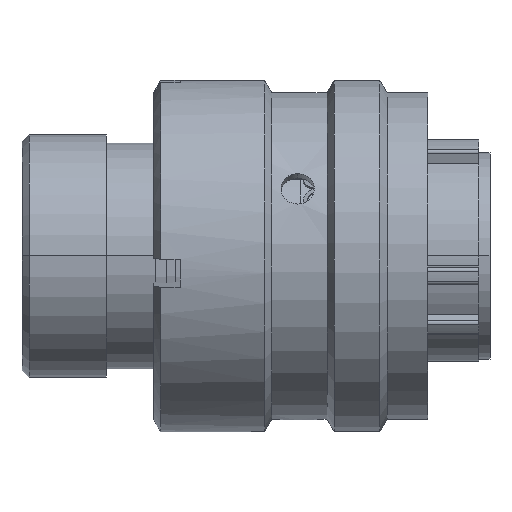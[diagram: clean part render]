
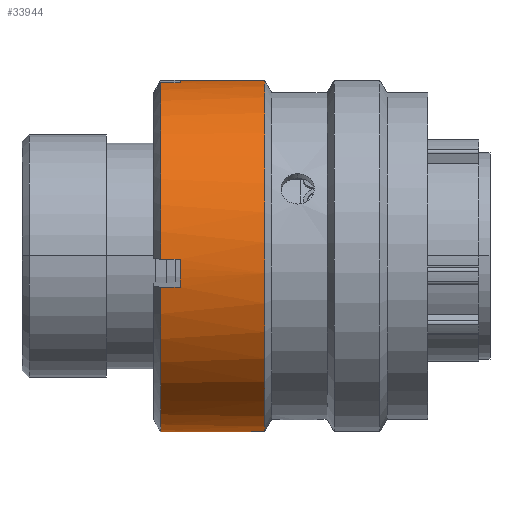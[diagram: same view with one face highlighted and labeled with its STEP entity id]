
A CAD part, top view. The second image highlights one B-rep face of the part: STEP entity #33944.
In plain terms, the highlighted cylindrical face has radius 12.55 mm (diameter 25.1 mm), a partial arc.
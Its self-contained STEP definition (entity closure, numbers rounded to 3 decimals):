
#1286 = CARTESIAN_POINT ( 'NONE',  ( 9.878, 0., 0. ) ) ;
#1950 = DIRECTION ( 'NONE',  ( 1., 0., 0. ) ) ;
#2341 = CIRCLE ( 'NONE', #7762, 12.55 ) ;
#2360 = EDGE_CURVE ( 'NONE', #10220, #8225, #23311, .T. ) ;
#3299 = ORIENTED_EDGE ( 'NONE', *, *, #2360, .T. ) ;
#3379 = VERTEX_POINT ( 'NONE', #9363 ) ;
#4322 = CIRCLE ( 'NONE', #7591, 12.55 ) ;
#4549 = VECTOR ( 'NONE', #32427, 1000. ) ;
#4562 = CIRCLE ( 'NONE', #10267, 12.55 ) ;
#4991 = AXIS2_PLACEMENT_3D ( 'NONE', #28469, #10997, #11300 ) ;
#5055 = DIRECTION ( 'NONE',  ( 1., 0., 0. ) ) ;
#5571 = ORIENTED_EDGE ( 'NONE', *, *, #41224, .T. ) ;
#6124 = LINE ( 'NONE', #11254, #4549 ) ;
#7203 = AXIS2_PLACEMENT_3D ( 'NONE', #1286, #5055, #15295 ) ;
#7408 = CIRCLE ( 'NONE', #13147, 12.55 ) ;
#7591 = AXIS2_PLACEMENT_3D ( 'NONE', #18213, #1950, #38989 ) ;
#7762 = AXIS2_PLACEMENT_3D ( 'NONE', #36184, #36619, #15650 ) ;
#8225 = VERTEX_POINT ( 'NONE', #19264 ) ;
#8591 = DIRECTION ( 'NONE',  ( 1., 0., 0. ) ) ;
#9043 = LINE ( 'NONE', #38059, #37476 ) ;
#9363 = CARTESIAN_POINT ( 'NONE',  ( 11.278, -2.247, 12.347 ) ) ;
#9386 = EDGE_CURVE ( 'NONE', #26021, #14401, #43925, .T. ) ;
#9547 = CARTESIAN_POINT ( 'NONE',  ( 9.878, -12.547, -0.257 ) ) ;
#10220 = VERTEX_POINT ( 'NONE', #23552 ) ;
#10267 = AXIS2_PLACEMENT_3D ( 'NONE', #19462, #22489, #12364 ) ;
#10330 = CARTESIAN_POINT ( 'NONE',  ( 11.278, -12.547, -0.257 ) ) ;
#10481 = DIRECTION ( 'NONE',  ( -1., 0., 0. ) ) ;
#10997 = DIRECTION ( 'NONE',  ( 1., 0., 0. ) ) ;
#11254 = CARTESIAN_POINT ( 'NONE',  ( 28.928, 12.487, 1.256 ) ) ;
#11300 = DIRECTION ( 'NONE',  ( 0., 0.995, 0.1 ) ) ;
#12364 = DIRECTION ( 'NONE',  ( 0., 0.995, 0.1 ) ) ;
#13147 = AXIS2_PLACEMENT_3D ( 'NONE', #20299, #20614, #44257 ) ;
#13176 = EDGE_CURVE ( 'NONE', #14401, #3379, #2341, .T. ) ;
#13782 = CIRCLE ( 'NONE', #7203, 12.55 ) ;
#13829 = ORIENTED_EDGE ( 'NONE', *, *, #33207, .T. ) ;
#14217 = ORIENTED_EDGE ( 'NONE', *, *, #31317, .T. ) ;
#14401 = VERTEX_POINT ( 'NONE', #29435 ) ;
#14804 = EDGE_LOOP ( 'NONE', ( #5571, #3299, #43086, #31182, #14217, #13829, #15138, #24156, #42493, #40467, #24024, #42075 ) ) ;
#15071 = EDGE_CURVE ( 'NONE', #40894, #20384, #4562, .T. ) ;
#15097 = CARTESIAN_POINT ( 'NONE',  ( 28.928, -12.487, -1.256 ) ) ;
#15138 = ORIENTED_EDGE ( 'NONE', *, *, #17504, .T. ) ;
#15237 = CARTESIAN_POINT ( 'NONE',  ( 11.278, 12.347, 2.247 ) ) ;
#15295 = DIRECTION ( 'NONE',  ( 0., 0.995, 0.1 ) ) ;
#15650 = DIRECTION ( 'NONE',  ( 0., -0.995, -0.1 ) ) ;
#15775 = DIRECTION ( 'NONE',  ( -1., 0., 0. ) ) ;
#16377 = VERTEX_POINT ( 'NONE', #10330 ) ;
#16497 = CARTESIAN_POINT ( 'NONE',  ( 11.278, 12.487, 1.256 ) ) ;
#16505 = VECTOR ( 'NONE', #15775, 1000. ) ;
#17081 = VECTOR ( 'NONE', #35249, 1000. ) ;
#17399 = AXIS2_PLACEMENT_3D ( 'NONE', #23542, #37831, #27584 ) ;
#17504 = EDGE_CURVE ( 'NONE', #44146, #26021, #13782, .T. ) ;
#17818 = VERTEX_POINT ( 'NONE', #20247 ) ;
#18213 = CARTESIAN_POINT ( 'NONE',  ( 11.278, 0., 0. ) ) ;
#19264 = CARTESIAN_POINT ( 'NONE',  ( 17.298, -12.487, -1.256 ) ) ;
#19462 = CARTESIAN_POINT ( 'NONE',  ( 9.878, 0., 0. ) ) ;
#19500 = EDGE_CURVE ( 'NONE', #20384, #16377, #22461, .T. ) ;
#20119 = CIRCLE ( 'NONE', #4991, 12.55 ) ;
#20213 = EDGE_CURVE ( 'NONE', #36415, #17818, #6124, .T. ) ;
#20247 = CARTESIAN_POINT ( 'NONE',  ( 17.298, 12.487, 1.256 ) ) ;
#20299 = CARTESIAN_POINT ( 'NONE',  ( 11.278, 0., 0. ) ) ;
#20384 = VERTEX_POINT ( 'NONE', #9547 ) ;
#20614 = DIRECTION ( 'NONE',  ( 1., 0., 0. ) ) ;
#20683 = DIRECTION ( 'NONE',  ( 1., 0., 0. ) ) ;
#22229 = VECTOR ( 'NONE', #8591, 1000. ) ;
#22461 = LINE ( 'NONE', #41423, #38454 ) ;
#22489 = DIRECTION ( 'NONE',  ( 1., 0., 0. ) ) ;
#23311 = LINE ( 'NONE', #15097, #22229 ) ;
#23542 = CARTESIAN_POINT ( 'NONE',  ( 28.928, 0., 0. ) ) ;
#23552 = CARTESIAN_POINT ( 'NONE',  ( 11.278, -12.487, -1.256 ) ) ;
#24024 = ORIENTED_EDGE ( 'NONE', *, *, #15071, .T. ) ;
#24156 = ORIENTED_EDGE ( 'NONE', *, *, #9386, .T. ) ;
#24876 = VERTEX_POINT ( 'NONE', #15237 ) ;
#25158 = FACE_OUTER_BOUND ( 'NONE', #14804, .T. ) ;
#25702 = LINE ( 'NONE', #25897, #16505 ) ;
#25897 = CARTESIAN_POINT ( 'NONE',  ( 28.928, -2.247, 12.347 ) ) ;
#26021 = VERTEX_POINT ( 'NONE', #30356 ) ;
#27584 = DIRECTION ( 'NONE',  ( 0., 0.995, 0.1 ) ) ;
#28469 = CARTESIAN_POINT ( 'NONE',  ( 17.298, 0., 0. ) ) ;
#29435 = CARTESIAN_POINT ( 'NONE',  ( 11.278, -0.257, 12.547 ) ) ;
#29965 = EDGE_CURVE ( 'NONE', #17818, #8225, #20119, .T. ) ;
#30356 = CARTESIAN_POINT ( 'NONE',  ( 9.878, -0.257, 12.547 ) ) ;
#31182 = ORIENTED_EDGE ( 'NONE', *, *, #20213, .F. ) ;
#31238 = CARTESIAN_POINT ( 'NONE',  ( 9.878, -2.247, 12.347 ) ) ;
#31317 = EDGE_CURVE ( 'NONE', #36415, #24876, #7408, .T. ) ;
#31539 = CARTESIAN_POINT ( 'NONE',  ( 28.928, -0.257, 12.547 ) ) ;
#32427 = DIRECTION ( 'NONE',  ( 1., 0., 0. ) ) ;
#32582 = CARTESIAN_POINT ( 'NONE',  ( 9.878, 12.347, 2.247 ) ) ;
#33207 = EDGE_CURVE ( 'NONE', #24876, #44146, #9043, .T. ) ;
#33944 = ADVANCED_FACE ( 'NONE', ( #25158 ), #34252, .T. ) ;
#34252 = CYLINDRICAL_SURFACE ( 'NONE', #17399, 12.55 ) ;
#35249 = DIRECTION ( 'NONE',  ( 1., 0., 0. ) ) ;
#36184 = CARTESIAN_POINT ( 'NONE',  ( 11.278, 0., 0. ) ) ;
#36415 = VERTEX_POINT ( 'NONE', #16497 ) ;
#36619 = DIRECTION ( 'NONE',  ( 1., 0., 0. ) ) ;
#37476 = VECTOR ( 'NONE', #10481, 1000. ) ;
#37831 = DIRECTION ( 'NONE',  ( 1., 0., 0. ) ) ;
#38059 = CARTESIAN_POINT ( 'NONE',  ( 28.928, 12.347, 2.247 ) ) ;
#38454 = VECTOR ( 'NONE', #20683, 1000. ) ;
#38989 = DIRECTION ( 'NONE',  ( 0., 0.1, -0.995 ) ) ;
#39108 = EDGE_CURVE ( 'NONE', #3379, #40894, #25702, .T. ) ;
#40467 = ORIENTED_EDGE ( 'NONE', *, *, #39108, .T. ) ;
#40894 = VERTEX_POINT ( 'NONE', #31238 ) ;
#41224 = EDGE_CURVE ( 'NONE', #16377, #10220, #4322, .T. ) ;
#41423 = CARTESIAN_POINT ( 'NONE',  ( 28.928, -12.547, -0.257 ) ) ;
#42075 = ORIENTED_EDGE ( 'NONE', *, *, #19500, .T. ) ;
#42493 = ORIENTED_EDGE ( 'NONE', *, *, #13176, .T. ) ;
#43086 = ORIENTED_EDGE ( 'NONE', *, *, #29965, .F. ) ;
#43925 = LINE ( 'NONE', #31539, #17081 ) ;
#44146 = VERTEX_POINT ( 'NONE', #32582 ) ;
#44257 = DIRECTION ( 'NONE',  ( 0., -0.1, 0.995 ) ) ;
